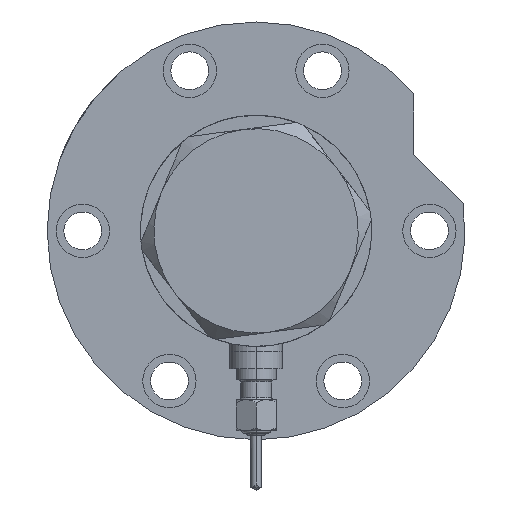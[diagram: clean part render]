
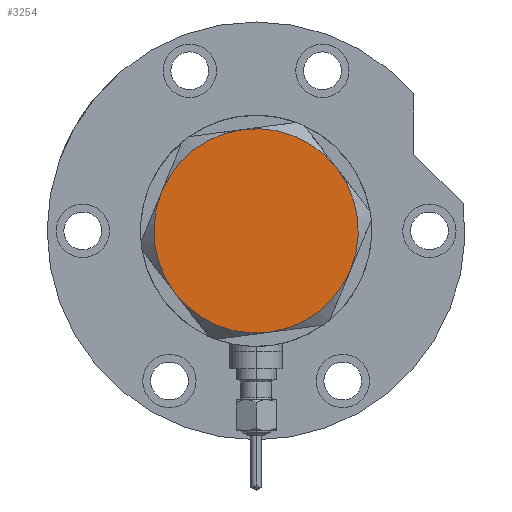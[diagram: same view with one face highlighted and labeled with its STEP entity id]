
A CAD part, left-side view. The second image highlights one B-rep face of the part: STEP entity #3254.
In plain terms, the highlighted face is planar.
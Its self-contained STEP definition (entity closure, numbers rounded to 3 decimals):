
#252 = CARTESIAN_POINT ( 'NONE',  ( 11.5, -19.919, 9. ) ) ;
#282 = AXIS2_PLACEMENT_3D ( 'NONE', #1897, #4701, #5932 ) ;
#398 = CIRCLE ( 'NONE', #8525, 23. ) ;
#426 = CARTESIAN_POINT ( 'NONE',  ( 0., 0., 9. ) ) ;
#437 = CARTESIAN_POINT ( 'NONE',  ( -11.5, -19.919, 9. ) ) ;
#486 = DIRECTION ( 'NONE',  ( 1., 0., 0. ) ) ;
#595 = CIRCLE ( 'NONE', #5566, 23. ) ;
#646 = ORIENTED_EDGE ( 'NONE', *, *, #6060, .T. ) ;
#661 = CARTESIAN_POINT ( 'NONE',  ( -11.5, 19.919, 9. ) ) ;
#1001 = DIRECTION ( 'NONE',  ( 1., 0., 0. ) ) ;
#1249 = AXIS2_PLACEMENT_3D ( 'NONE', #426, #7037, #2131 ) ;
#1309 = ORIENTED_EDGE ( 'NONE', *, *, #7009, .T. ) ;
#1567 = ORIENTED_EDGE ( 'NONE', *, *, #8159, .T. ) ;
#1651 = DIRECTION ( 'NONE',  ( 0., 0., 1. ) ) ;
#1854 = DIRECTION ( 'NONE',  ( 0., 0., 1. ) ) ;
#1897 = CARTESIAN_POINT ( 'NONE',  ( 0., 0., 9. ) ) ;
#2053 = VERTEX_POINT ( 'NONE', #437 ) ;
#2131 = DIRECTION ( 'NONE',  ( 1., 0., 0. ) ) ;
#2245 = CARTESIAN_POINT ( 'NONE',  ( -23., 0., 9. ) ) ;
#2479 = FACE_OUTER_BOUND ( 'NONE', #2684, .T. ) ;
#2637 = CIRCLE ( 'NONE', #7454, 23. ) ;
#2684 = EDGE_LOOP ( 'NONE', ( #1567, #646, #1309, #7194, #7490, #6857 ) ) ;
#2973 = VERTEX_POINT ( 'NONE', #661 ) ;
#3254 = ADVANCED_FACE ( 'NONE', ( #2479 ), #3855, .T. ) ;
#3352 = DIRECTION ( 'NONE',  ( 0., 0., 1. ) ) ;
#3376 = EDGE_CURVE ( 'NONE', #2973, #4610, #398, .T. ) ;
#3748 = VERTEX_POINT ( 'NONE', #6694 ) ;
#3855 = PLANE ( 'NONE',  #7031 ) ;
#4331 = VERTEX_POINT ( 'NONE', #252 ) ;
#4429 = EDGE_CURVE ( 'NONE', #2053, #4331, #6484, .T. ) ;
#4566 = CARTESIAN_POINT ( 'NONE',  ( 0., 0., 9. ) ) ;
#4610 = VERTEX_POINT ( 'NONE', #2245 ) ;
#4635 = CARTESIAN_POINT ( 'NONE',  ( 0., 0., 9. ) ) ;
#4701 = DIRECTION ( 'NONE',  ( 0., 0., 1. ) ) ;
#4845 = AXIS2_PLACEMENT_3D ( 'NONE', #4635, #3352, #5985 ) ;
#4858 = EDGE_CURVE ( 'NONE', #4610, #2053, #2637, .T. ) ;
#5097 = VERTEX_POINT ( 'NONE', #7628 ) ;
#5108 = DIRECTION ( 'NONE',  ( 0., 0., 1. ) ) ;
#5566 = AXIS2_PLACEMENT_3D ( 'NONE', #6930, #1651, #1001 ) ;
#5883 = CARTESIAN_POINT ( 'NONE',  ( 0., 0., 9. ) ) ;
#5932 = DIRECTION ( 'NONE',  ( 1., 0., 0. ) ) ;
#5985 = DIRECTION ( 'NONE',  ( 1., 0., 0. ) ) ;
#6060 = EDGE_CURVE ( 'NONE', #5097, #3748, #8261, .T. ) ;
#6386 = DIRECTION ( 'NONE',  ( 1., 0., 0. ) ) ;
#6484 = CIRCLE ( 'NONE', #1249, 23. ) ;
#6694 = CARTESIAN_POINT ( 'NONE',  ( 11.5, 19.919, 9. ) ) ;
#6857 = ORIENTED_EDGE ( 'NONE', *, *, #4429, .T. ) ;
#6930 = CARTESIAN_POINT ( 'NONE',  ( 0., 0., 9. ) ) ;
#7009 = EDGE_CURVE ( 'NONE', #3748, #2973, #7885, .T. ) ;
#7031 = AXIS2_PLACEMENT_3D ( 'NONE', #5883, #5108, #8498 ) ;
#7037 = DIRECTION ( 'NONE',  ( 0., 0., 1. ) ) ;
#7194 = ORIENTED_EDGE ( 'NONE', *, *, #3376, .T. ) ;
#7454 = AXIS2_PLACEMENT_3D ( 'NONE', #4566, #1854, #6386 ) ;
#7490 = ORIENTED_EDGE ( 'NONE', *, *, #4858, .T. ) ;
#7628 = CARTESIAN_POINT ( 'NONE',  ( 23., 0., 9. ) ) ;
#7885 = CIRCLE ( 'NONE', #4845, 23. ) ;
#8159 = EDGE_CURVE ( 'NONE', #4331, #5097, #595, .T. ) ;
#8261 = CIRCLE ( 'NONE', #282, 23. ) ;
#8420 = CARTESIAN_POINT ( 'NONE',  ( 0., 0., 9. ) ) ;
#8496 = DIRECTION ( 'NONE',  ( 0., 0., 1. ) ) ;
#8498 = DIRECTION ( 'NONE',  ( 1., 0., 0. ) ) ;
#8525 = AXIS2_PLACEMENT_3D ( 'NONE', #8420, #8496, #486 ) ;
